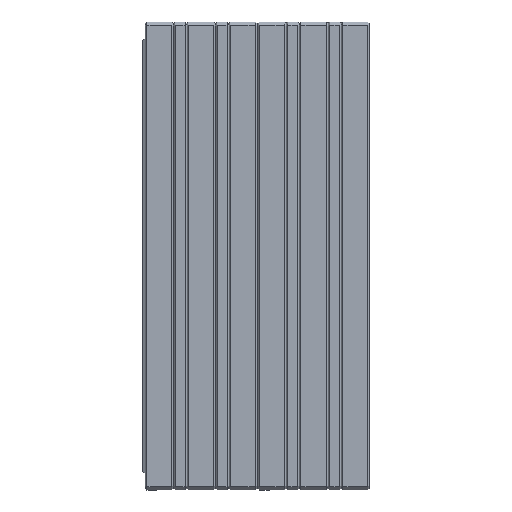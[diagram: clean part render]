
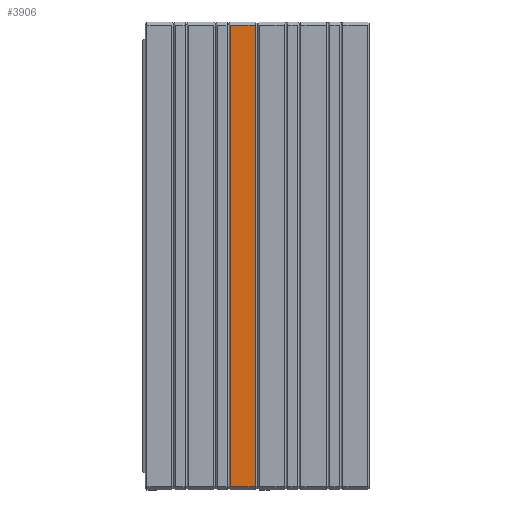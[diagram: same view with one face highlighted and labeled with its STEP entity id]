
A CAD part, top view. The second image highlights one B-rep face of the part: STEP entity #3906.
In plain terms, the highlighted planar face has unit normal (0, 0, 1).
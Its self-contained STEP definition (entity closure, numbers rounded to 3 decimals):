
#725 = PLANE('',#726);
#726 = AXIS2_PLACEMENT_3D('',#727,#728,#729);
#727 = CARTESIAN_POINT('',(497.8,615.6,4.6));
#728 = DIRECTION('',(0.707,0.,0.707));
#729 = DIRECTION('',(-0.707,0.,0.707)
  );
#1454 = VERTEX_POINT('',#1455);
#1455 = CARTESIAN_POINT('',(497.8,338.,4.6));
#1469 = PLANE('',#1470);
#1470 = AXIS2_PLACEMENT_3D('',#1471,#1472,#1473);
#1471 = CARTESIAN_POINT('',(498.8,336.,2.6));
#1472 = DIRECTION('',(0.,-0.707,0.707)
  );
#1473 = DIRECTION('',(0.,-0.707,
    -0.707));
#1507 = EDGE_CURVE('',#1508,#1454,#1510,.T.);
#1508 = VERTEX_POINT('',#1509);
#1509 = CARTESIAN_POINT('',(497.8,615.6,4.6));
#1510 = SURFACE_CURVE('',#1511,(#1515,#1522),.PCURVE_S1.);
#1511 = LINE('',#1512,#1513);
#1512 = CARTESIAN_POINT('',(497.8,615.6,4.6));
#1513 = VECTOR('',#1514,1.);
#1514 = DIRECTION('',(0.,-1.,0.));
#1515 = PCURVE('',#725,#1516);
#1516 = DEFINITIONAL_REPRESENTATION('',(#1517),#1521);
#1517 = LINE('',#1518,#1519);
#1518 = CARTESIAN_POINT('',(-0.,0.));
#1519 = VECTOR('',#1520,1.);
#1520 = DIRECTION('',(0.,1.));
#1521 = ( GEOMETRIC_REPRESENTATION_CONTEXT(2) 
PARAMETRIC_REPRESENTATION_CONTEXT() REPRESENTATION_CONTEXT('2D SPACE',''
  ) );
#1522 = PCURVE('',#1523,#1528);
#1523 = PLANE('',#1524);
#1524 = AXIS2_PLACEMENT_3D('',#1525,#1526,#1527);
#1525 = CARTESIAN_POINT('',(498.8,336.,4.6));
#1526 = DIRECTION('',(0.,-0.,-1.));
#1527 = DIRECTION('',(1.,0.,0.));
#1528 = DEFINITIONAL_REPRESENTATION('',(#1529),#1533);
#1529 = LINE('',#1530,#1531);
#1530 = CARTESIAN_POINT('',(-1.,-279.6));
#1531 = VECTOR('',#1532,1.);
#1532 = DIRECTION('',(0.,1.));
#1533 = ( GEOMETRIC_REPRESENTATION_CONTEXT(2) 
PARAMETRIC_REPRESENTATION_CONTEXT() REPRESENTATION_CONTEXT('2D SPACE',''
  ) );
#1577 = PLANE('',#1578);
#1578 = AXIS2_PLACEMENT_3D('',#1579,#1580,#1581);
#1579 = CARTESIAN_POINT('',(498.8,617.6,2.6));
#1580 = DIRECTION('',(0.,0.707,0.707)
  );
#1581 = DIRECTION('',(0.,-0.707,0.707)
  );
#3859 = VERTEX_POINT('',#3860);
#3860 = CARTESIAN_POINT('',(482.8,338.,4.6));
#3886 = EDGE_CURVE('',#1454,#3859,#3887,.T.);
#3887 = SURFACE_CURVE('',#3888,(#3892,#3899),.PCURVE_S1.);
#3888 = LINE('',#3889,#3890);
#3889 = CARTESIAN_POINT('',(498.8,338.,4.6));
#3890 = VECTOR('',#3891,1.);
#3891 = DIRECTION('',(-1.,0.,0.));
#3892 = PCURVE('',#1469,#3893);
#3893 = DEFINITIONAL_REPRESENTATION('',(#3894),#3898);
#3894 = LINE('',#3895,#3896);
#3895 = CARTESIAN_POINT('',(-2.828,0.));
#3896 = VECTOR('',#3897,1.);
#3897 = DIRECTION('',(-0.,-1.));
#3898 = ( GEOMETRIC_REPRESENTATION_CONTEXT(2) 
PARAMETRIC_REPRESENTATION_CONTEXT() REPRESENTATION_CONTEXT('2D SPACE',''
  ) );
#3899 = PCURVE('',#1523,#3900);
#3900 = DEFINITIONAL_REPRESENTATION('',(#3901),#3905);
#3901 = LINE('',#3902,#3903);
#3902 = CARTESIAN_POINT('',(0.,-2.));
#3903 = VECTOR('',#3904,1.);
#3904 = DIRECTION('',(-1.,0.));
#3905 = ( GEOMETRIC_REPRESENTATION_CONTEXT(2) 
PARAMETRIC_REPRESENTATION_CONTEXT() REPRESENTATION_CONTEXT('2D SPACE',''
  ) );
#3906 = ADVANCED_FACE('',(#3907),#1523,.F.);
#3907 = FACE_BOUND('',#3908,.T.);
#3908 = EDGE_LOOP('',(#3909,#3910,#3911,#3934));
#3909 = ORIENTED_EDGE('',*,*,#3886,.F.);
#3910 = ORIENTED_EDGE('',*,*,#1507,.F.);
#3911 = ORIENTED_EDGE('',*,*,#3912,.T.);
#3912 = EDGE_CURVE('',#1508,#3913,#3915,.T.);
#3913 = VERTEX_POINT('',#3914);
#3914 = CARTESIAN_POINT('',(482.8,615.6,4.6));
#3915 = SURFACE_CURVE('',#3916,(#3920,#3927),.PCURVE_S1.);
#3916 = LINE('',#3917,#3918);
#3917 = CARTESIAN_POINT('',(498.8,615.6,4.6));
#3918 = VECTOR('',#3919,1.);
#3919 = DIRECTION('',(-1.,0.,0.));
#3920 = PCURVE('',#1523,#3921);
#3921 = DEFINITIONAL_REPRESENTATION('',(#3922),#3926);
#3922 = LINE('',#3923,#3924);
#3923 = CARTESIAN_POINT('',(0.,-279.6));
#3924 = VECTOR('',#3925,1.);
#3925 = DIRECTION('',(-1.,0.));
#3926 = ( GEOMETRIC_REPRESENTATION_CONTEXT(2) 
PARAMETRIC_REPRESENTATION_CONTEXT() REPRESENTATION_CONTEXT('2D SPACE',''
  ) );
#3927 = PCURVE('',#1577,#3928);
#3928 = DEFINITIONAL_REPRESENTATION('',(#3929),#3933);
#3929 = LINE('',#3930,#3931);
#3930 = CARTESIAN_POINT('',(2.828,0.));
#3931 = VECTOR('',#3932,1.);
#3932 = DIRECTION('',(0.,-1.));
#3933 = ( GEOMETRIC_REPRESENTATION_CONTEXT(2) 
PARAMETRIC_REPRESENTATION_CONTEXT() REPRESENTATION_CONTEXT('2D SPACE',''
  ) );
#3934 = ORIENTED_EDGE('',*,*,#3935,.T.);
#3935 = EDGE_CURVE('',#3913,#3859,#3936,.T.);
#3936 = SURFACE_CURVE('',#3937,(#3941,#3948),.PCURVE_S1.);
#3937 = LINE('',#3938,#3939);
#3938 = CARTESIAN_POINT('',(482.8,615.6,4.6));
#3939 = VECTOR('',#3940,1.);
#3940 = DIRECTION('',(0.,-1.,0.));
#3941 = PCURVE('',#1523,#3942);
#3942 = DEFINITIONAL_REPRESENTATION('',(#3943),#3947);
#3943 = LINE('',#3944,#3945);
#3944 = CARTESIAN_POINT('',(-16.,-279.6));
#3945 = VECTOR('',#3946,1.);
#3946 = DIRECTION('',(0.,1.));
#3947 = ( GEOMETRIC_REPRESENTATION_CONTEXT(2) 
PARAMETRIC_REPRESENTATION_CONTEXT() REPRESENTATION_CONTEXT('2D SPACE',''
  ) );
#3948 = PCURVE('',#3949,#3954);
#3949 = PLANE('',#3950);
#3950 = AXIS2_PLACEMENT_3D('',#3951,#3952,#3953);
#3951 = CARTESIAN_POINT('',(482.8,615.6,4.6));
#3952 = DIRECTION('',(0.707,0.,-0.707));
#3953 = DIRECTION('',(0.707,0.,0.707)
  );
#3954 = DEFINITIONAL_REPRESENTATION('',(#3955),#3959);
#3955 = LINE('',#3956,#3957);
#3956 = CARTESIAN_POINT('',(0.,-0.));
#3957 = VECTOR('',#3958,1.);
#3958 = DIRECTION('',(-0.,1.));
#3959 = ( GEOMETRIC_REPRESENTATION_CONTEXT(2) 
PARAMETRIC_REPRESENTATION_CONTEXT() REPRESENTATION_CONTEXT('2D SPACE',''
  ) );
